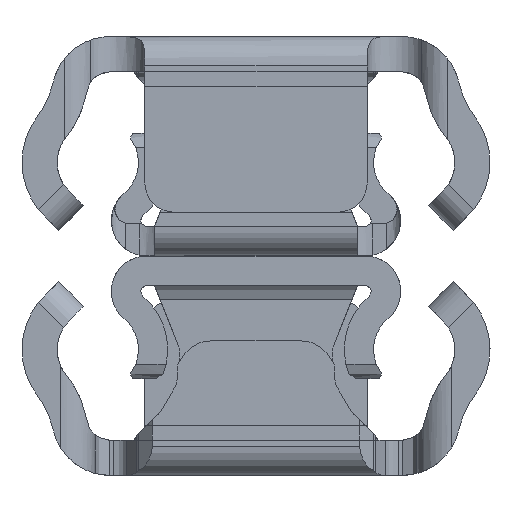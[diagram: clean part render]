
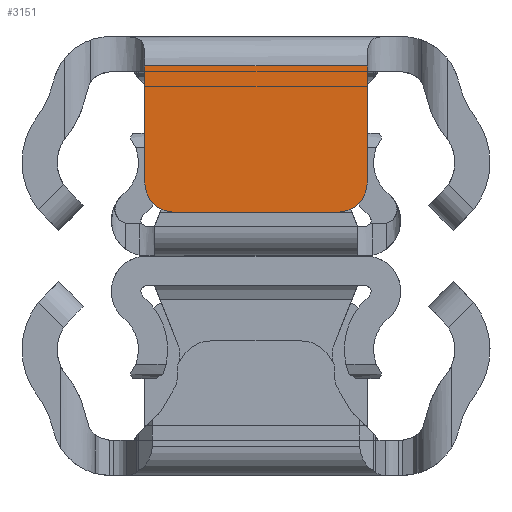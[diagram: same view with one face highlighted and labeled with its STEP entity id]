
A CAD part, left-side view. The second image highlights one B-rep face of the part: STEP entity #3151.
In plain terms, the highlighted face is planar.
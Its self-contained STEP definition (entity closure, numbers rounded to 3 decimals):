
#98 = VERTEX_POINT ( 'NONE', #3786 ) ;
#268 = ORIENTED_EDGE ( 'NONE', *, *, #1895, .T. ) ;
#281 = CARTESIAN_POINT ( 'NONE',  ( 250., 3.8, 1.2 ) ) ;
#454 = PLANE ( 'NONE',  #5720 ) ;
#502 = LINE ( 'NONE', #5790, #4968 ) ;
#566 = CARTESIAN_POINT ( 'NONE',  ( 250., -3.8, 5. ) ) ;
#781 = EDGE_CURVE ( 'NONE', #1683, #4577, #5995, .T. ) ;
#958 = DIRECTION ( 'NONE',  ( 0., 1., 0. ) ) ;
#1053 = CARTESIAN_POINT ( 'NONE',  ( 250., -4.983, 2. ) ) ;
#1128 = EDGE_CURVE ( 'NONE', #4577, #1536, #2535, .T. ) ;
#1181 = VECTOR ( 'NONE', #4069, 1000. ) ;
#1267 = CARTESIAN_POINT ( 'NONE',  ( 250., 2.8, 6. ) ) ;
#1293 = CARTESIAN_POINT ( 'NONE',  ( 250., -3.8, 1.2 ) ) ;
#1310 = ORIENTED_EDGE ( 'NONE', *, *, #5940, .T. ) ;
#1536 = VERTEX_POINT ( 'NONE', #566 ) ;
#1548 = DIRECTION ( 'NONE',  ( 1., 0., 0. ) ) ;
#1634 = CARTESIAN_POINT ( 'NONE',  ( 250., 2.8, 6. ) ) ;
#1648 = DIRECTION ( 'NONE',  ( 0., -1., 0. ) ) ;
#1683 = VERTEX_POINT ( 'NONE', #1634 ) ;
#1746 = EDGE_CURVE ( 'NONE', #5847, #98, #4650, .T. ) ;
#1793 = VECTOR ( 'NONE', #958, 1000. ) ;
#1895 = EDGE_CURVE ( 'NONE', #1536, #4930, #502, .T. ) ;
#1921 = AXIS2_PLACEMENT_3D ( 'NONE', #4882, #1548, #2470 ) ;
#1958 = CARTESIAN_POINT ( 'NONE',  ( 250., -2.8, 6. ) ) ;
#2271 = LINE ( 'NONE', #2932, #6145 ) ;
#2375 = LINE ( 'NONE', #3432, #1793 ) ;
#2377 = DIRECTION ( 'NONE',  ( 1., 0., 0. ) ) ;
#2470 = DIRECTION ( 'NONE',  ( 0., 0., -1. ) ) ;
#2535 = CIRCLE ( 'NONE', #1921, 1. ) ;
#2607 = LINE ( 'NONE', #3472, #1181 ) ;
#2745 = ORIENTED_EDGE ( 'NONE', *, *, #4278, .F. ) ;
#2932 = CARTESIAN_POINT ( 'NONE',  ( 250., -3.8, -1.8 ) ) ;
#3101 = AXIS2_PLACEMENT_3D ( 'NONE', #4065, #5550, #5961 ) ;
#3151 = ADVANCED_FACE ( 'NONE', ( #5868 ), #454, .T. ) ;
#3371 = DIRECTION ( 'NONE',  ( 0., 0., -1. ) ) ;
#3428 = EDGE_CURVE ( 'NONE', #98, #1683, #6226, .T. ) ;
#3432 = CARTESIAN_POINT ( 'NONE',  ( 250., 3.8, 1. ) ) ;
#3447 = ORIENTED_EDGE ( 'NONE', *, *, #781, .T. ) ;
#3472 = CARTESIAN_POINT ( 'NONE',  ( 250., 3.8, -1.8 ) ) ;
#3654 = ORIENTED_EDGE ( 'NONE', *, *, #5482, .F. ) ;
#3751 = VECTOR ( 'NONE', #4146, 1000. ) ;
#3775 = CARTESIAN_POINT ( 'NONE',  ( 250., 3.8, 1. ) ) ;
#3776 = CARTESIAN_POINT ( 'NONE',  ( 250., 3.8, 1.2 ) ) ;
#3786 = CARTESIAN_POINT ( 'NONE',  ( 250., 3.8, 5. ) ) ;
#4065 = CARTESIAN_POINT ( 'NONE',  ( 250., 2.8, 5. ) ) ;
#4069 = DIRECTION ( 'NONE',  ( 0., 0., -1. ) ) ;
#4146 = DIRECTION ( 'NONE',  ( 0., 0., 1. ) ) ;
#4278 = EDGE_CURVE ( 'NONE', #5847, #4580, #2607, .T. ) ;
#4328 = DIRECTION ( 'NONE',  ( 0., 0., -1. ) ) ;
#4361 = ORIENTED_EDGE ( 'NONE', *, *, #1746, .T. ) ;
#4555 = ORIENTED_EDGE ( 'NONE', *, *, #3428, .T. ) ;
#4577 = VERTEX_POINT ( 'NONE', #1958 ) ;
#4580 = VERTEX_POINT ( 'NONE', #3775 ) ;
#4650 = LINE ( 'NONE', #281, #3751 ) ;
#4740 = VERTEX_POINT ( 'NONE', #5991 ) ;
#4850 = VECTOR ( 'NONE', #1648, 1000. ) ;
#4862 = DIRECTION ( 'NONE',  ( 0., 0., 1. ) ) ;
#4882 = CARTESIAN_POINT ( 'NONE',  ( 250., -2.8, 5. ) ) ;
#4930 = VERTEX_POINT ( 'NONE', #1293 ) ;
#4968 = VECTOR ( 'NONE', #4328, 1000. ) ;
#5375 = EDGE_LOOP ( 'NONE', ( #3654, #1310, #2745, #4361, #4555, #3447, #5427, #268 ) ) ;
#5427 = ORIENTED_EDGE ( 'NONE', *, *, #1128, .T. ) ;
#5482 = EDGE_CURVE ( 'NONE', #4740, #4930, #2271, .T. ) ;
#5550 = DIRECTION ( 'NONE',  ( 1., 0., 0. ) ) ;
#5720 = AXIS2_PLACEMENT_3D ( 'NONE', #1053, #2377, #3371 ) ;
#5790 = CARTESIAN_POINT ( 'NONE',  ( 250., -3.8, 1.2 ) ) ;
#5847 = VERTEX_POINT ( 'NONE', #3776 ) ;
#5868 = FACE_OUTER_BOUND ( 'NONE', #5375, .T. ) ;
#5940 = EDGE_CURVE ( 'NONE', #4740, #4580, #2375, .T. ) ;
#5961 = DIRECTION ( 'NONE',  ( 0., 0., -1. ) ) ;
#5991 = CARTESIAN_POINT ( 'NONE',  ( 250., -3.8, 1. ) ) ;
#5995 = LINE ( 'NONE', #1267, #4850 ) ;
#6145 = VECTOR ( 'NONE', #4862, 1000. ) ;
#6226 = CIRCLE ( 'NONE', #3101, 1. ) ;
